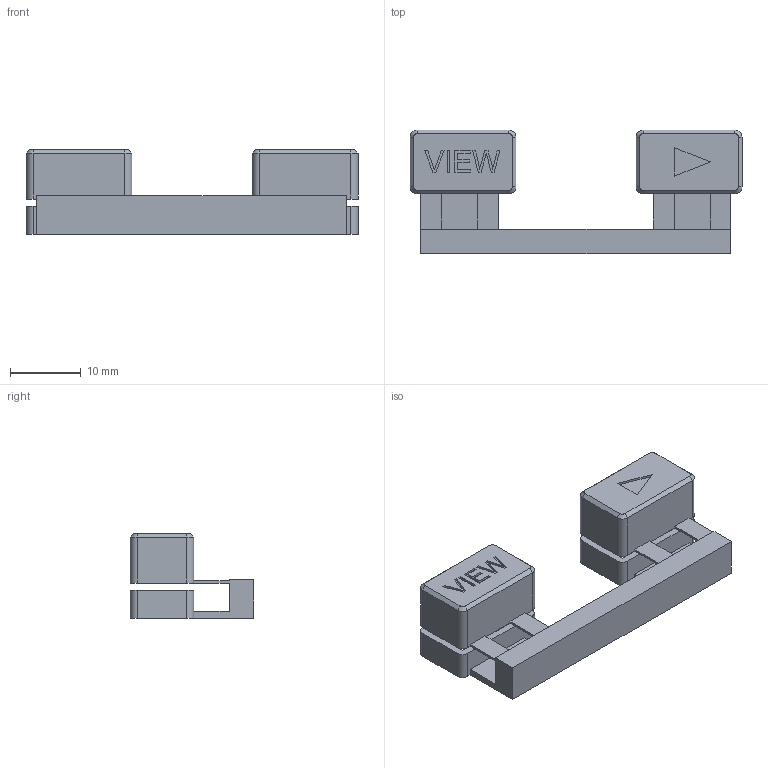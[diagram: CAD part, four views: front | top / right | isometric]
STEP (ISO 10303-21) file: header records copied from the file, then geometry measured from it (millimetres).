
FILE_DESCRIPTION(/* description */ (''),/* implementation_level */ '2;1');
FILE_NAME(/* name */ 'browser-btns v5.step',/* time_stamp */ '2021-07-18T23:12:09+02:00',/* author */ (''),/* organization */ (''),/* preprocessor_version */ 'ST-DEVELOPER v18.1',/* originating_system */ 'Autodesk Translation Framework v10.9.0.1377',/* authorisation */ '');
FILE_SCHEMA (('AUTOMOTIVE_DESIGN { 1 0 10303 214 3 1 1 }'));
Length unit declared in the file: millimetre
Products named in the file (1): browser-btns
Bounding box: 47 x 17.5 x 12 mm (x, y, z)
Volume: 2357.4 mm3; surface area: 3547.5 mm2
Topology: 1 solids, 1 shells, 144 faces, 395 edges, 258 vertices
Faces by surface type: plane 112, cylinder 16, bspline 8, cone 8
Entity records: 4620 total; most frequent: CARTESIAN_POINT 934, ORIENTED_EDGE 790, DIRECTION 693, EDGE_CURVE 395, LINE 339, VECTOR 339, VERTEX_POINT 258, AXIS2_PLACEMENT_3D 177
